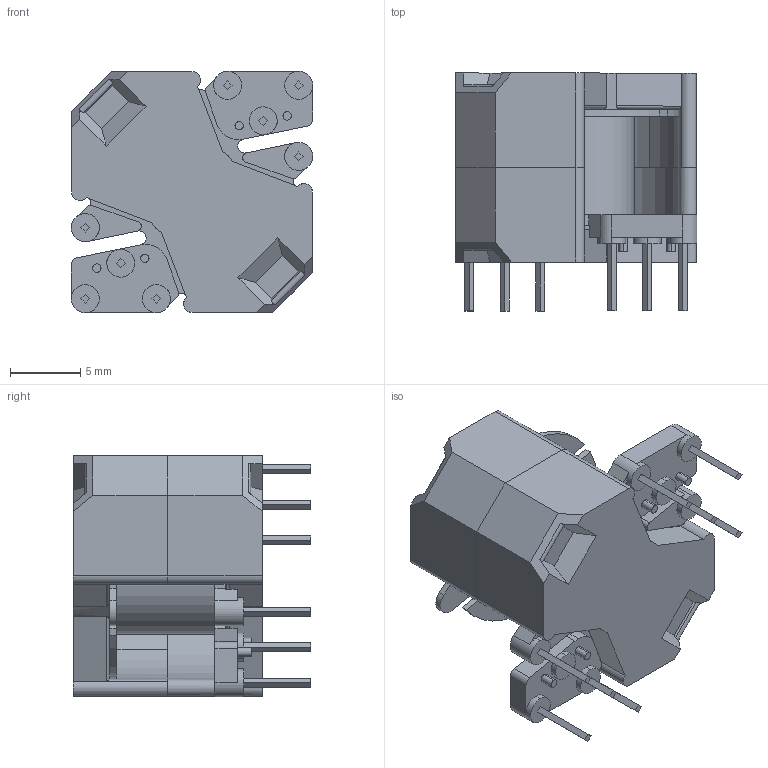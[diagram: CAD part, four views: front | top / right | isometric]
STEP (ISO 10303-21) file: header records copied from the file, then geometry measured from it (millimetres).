
FILE_DESCRIPTION (( 'STEP AP203' ), '1' );
FILE_NAME ('RM7 TH transformer Epcos.STEP', '2015-05-13T01:16:04', ( '' ), ( '' ), 'SwSTEP 2.0', 'SolidWorks 2014', '' );
FILE_SCHEMA (( 'CONFIG_CONTROL_DESIGN' ));
Length unit declared in the file: millimetre
Products named in the file (3): RM7 TH bobbin Epcos; RM7 core; RM7 TH transformer Epcos
Assembly tree (3 placements, depth 2):
  RM7 TH transformer Epcos
    RM7 TH bobbin Epcos
    RM7 core  x2
Bounding box: 17.24 x 16.98 x 17.24 mm (x, y, z)
Volume: 2063.6 mm3; surface area: 2915.8 mm2
Topology: 3 solids, 3 shells, 225 faces, 605 edges, 400 vertices
Faces by surface type: plane 137, cylinder 88
Entity records: 5961 total; most frequent: CARTESIAN_POINT 1036, DIRECTION 984, ORIENTED_EDGE 952, EDGE_CURVE 476, AXIS2_PLACEMENT_3D 334, VECTOR 316, LINE 316, VERTEX_POINT 314
